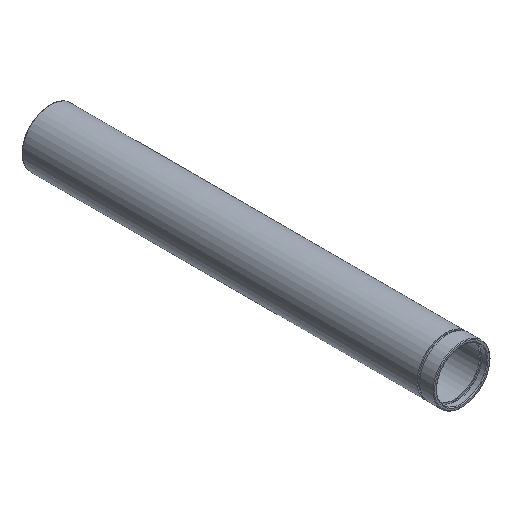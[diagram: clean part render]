
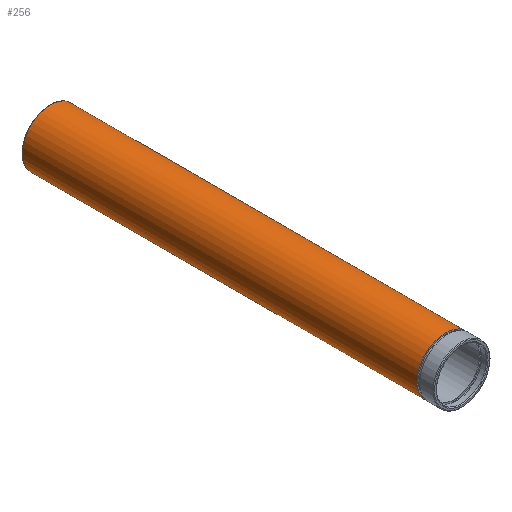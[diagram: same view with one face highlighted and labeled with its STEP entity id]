
A CAD part, isometric view. The second image highlights one B-rep face of the part: STEP entity #256.
In plain terms, the highlighted cylindrical face has radius 19.05 mm (diameter 38.1 mm), a full revolution.
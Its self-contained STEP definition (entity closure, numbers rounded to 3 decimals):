
#18=LINE('',#464,#26);
#26=VECTOR('',#380,19.05);
#34=CYLINDRICAL_SURFACE('',#305,19.05);
#64=FACE_OUTER_BOUND('',#86,.T.);
#86=EDGE_LOOP('',(#211,#212,#213,#214));
#117=CIRCLE('',#304,19.05);
#118=CIRCLE('',#306,19.05);
#137=VERTEX_POINT('',#459);
#138=VERTEX_POINT('',#463);
#164=EDGE_CURVE('',#137,#137,#117,.T.);
#165=EDGE_CURVE('',#137,#138,#18,.T.);
#166=EDGE_CURVE('',#138,#138,#118,.T.);
#211=ORIENTED_EDGE('',*,*,#164,.F.);
#212=ORIENTED_EDGE('',*,*,#165,.T.);
#213=ORIENTED_EDGE('',*,*,#166,.T.);
#214=ORIENTED_EDGE('',*,*,#165,.F.);
#256=ADVANCED_FACE('',(#64),#34,.T.);
#304=AXIS2_PLACEMENT_3D('',#461,#376,#377);
#305=AXIS2_PLACEMENT_3D('',#462,#378,#379);
#306=AXIS2_PLACEMENT_3D('',#465,#381,#382);
#376=DIRECTION('center_axis',(0.,1.,0.));
#377=DIRECTION('ref_axis',(0.,0.,-1.));
#378=DIRECTION('center_axis',(0.,1.,0.));
#379=DIRECTION('ref_axis',(0.,0.,1.));
#380=DIRECTION('',(0.,-1.,0.));
#381=DIRECTION('center_axis',(0.,1.,0.));
#382=DIRECTION('ref_axis',(1.,0.,0.));
#459=CARTESIAN_POINT('',(0.,276.665,-19.05));
#461=CARTESIAN_POINT('Origin',(0.,276.665,0.));
#462=CARTESIAN_POINT('Origin',(0.,144.145,0.));
#463=CARTESIAN_POINT('',(0.,11.125,-19.05));
#464=CARTESIAN_POINT('',(0.,144.145,-19.05));
#465=CARTESIAN_POINT('Origin',(0.,11.125,0.));
